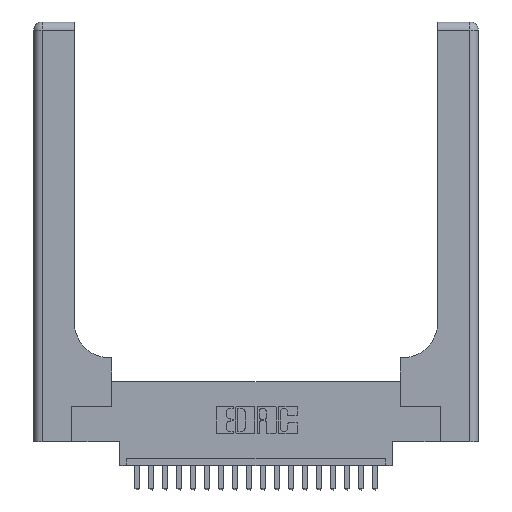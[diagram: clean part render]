
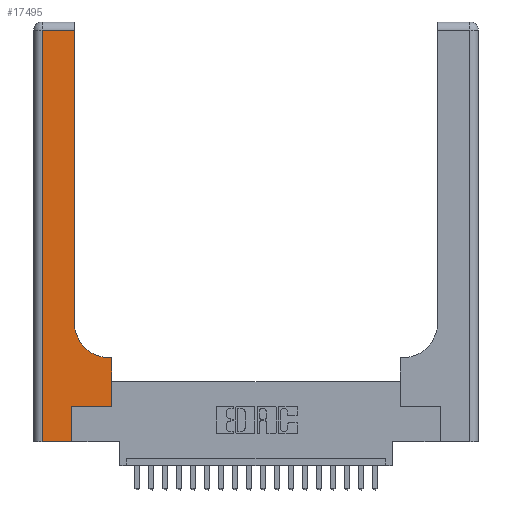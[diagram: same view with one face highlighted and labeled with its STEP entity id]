
A CAD part, top view. The second image highlights one B-rep face of the part: STEP entity #17495.
In plain terms, the highlighted planar face has unit normal (0, 0, 1).
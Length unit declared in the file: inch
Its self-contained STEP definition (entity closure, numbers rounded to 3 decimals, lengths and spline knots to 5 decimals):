
#603 = CARTESIAN_POINT ( 'NONE',  ( 0.5585, 0.25, 0.37 ) ) ;
#1330 = CARTESIAN_POINT ( 'NONE',  ( 0.2915, 2.94, 0.37 ) ) ;
#1569 = LINE ( 'NONE', #16461, #18193 ) ;
#1595 = FACE_OUTER_BOUND ( 'NONE', #19080, .T. ) ;
#1668 = VECTOR ( 'NONE', #18169, 39.37008 ) ;
#1801 = VERTEX_POINT ( 'NONE', #22123 ) ;
#1838 = VECTOR ( 'NONE', #20256, 39.37008 ) ;
#1851 = VECTOR ( 'NONE', #9738, 39.37008 ) ;
#2202 = CARTESIAN_POINT ( 'NONE',  ( 0.5415, 0.6, 0.37 ) ) ;
#2553 = CARTESIAN_POINT ( 'NONE',  ( 0.5585, 0.25, 0.37 ) ) ;
#2844 = CARTESIAN_POINT ( 'NONE',  ( 0., 0., 0.37 ) ) ;
#2986 = DIRECTION ( 'NONE',  ( -1., 0., 0. ) ) ;
#3801 = EDGE_CURVE ( 'NONE', #9777, #14880, #8816, .T. ) ;
#4442 = EDGE_CURVE ( 'NONE', #11047, #9777, #11775, .T. ) ;
#4455 = CARTESIAN_POINT ( 'NONE',  ( 0.2915, 3., 0.37 ) ) ;
#4646 = EDGE_CURVE ( 'NONE', #17776, #21646, #10936, .T. ) ;
#4678 = ORIENTED_EDGE ( 'NONE', *, *, #10942, .T. ) ;
#4723 = CARTESIAN_POINT ( 'NONE',  ( 0., 3., 0.37 ) ) ;
#4812 = CIRCLE ( 'NONE', #19679, 0.25 ) ;
#5590 = ORIENTED_EDGE ( 'NONE', *, *, #18069, .T. ) ;
#6028 = EDGE_CURVE ( 'NONE', #1801, #8467, #17752, .T. ) ;
#6157 = CARTESIAN_POINT ( 'NONE',  ( 0.06, 0., 0.37 ) ) ;
#6169 = ORIENTED_EDGE ( 'NONE', *, *, #17395, .T. ) ;
#6575 = CARTESIAN_POINT ( 'NONE',  ( 0.269, 0.25, 0.37 ) ) ;
#7437 = VECTOR ( 'NONE', #19395, 39.37008 ) ;
#7506 = EDGE_CURVE ( 'NONE', #12679, #1801, #4812, .T. ) ;
#8467 = VERTEX_POINT ( 'NONE', #1330 ) ;
#8816 = LINE ( 'NONE', #2553, #21466 ) ;
#9256 = CARTESIAN_POINT ( 'NONE',  ( 0.5415, 0.85, 0.37 ) ) ;
#9738 = DIRECTION ( 'NONE',  ( -1., 0., 0. ) ) ;
#9777 = VERTEX_POINT ( 'NONE', #603 ) ;
#9951 = ORIENTED_EDGE ( 'NONE', *, *, #17734, .T. ) ;
#10103 = DIRECTION ( 'NONE',  ( 0., 0., -1. ) ) ;
#10691 = ORIENTED_EDGE ( 'NONE', *, *, #4646, .T. ) ;
#10936 = LINE ( 'NONE', #17457, #1838 ) ;
#10942 = EDGE_CURVE ( 'NONE', #21646, #15837, #14337, .T. ) ;
#10950 = LINE ( 'NONE', #19949, #1851 ) ;
#11047 = VERTEX_POINT ( 'NONE', #16753 ) ;
#11689 = ORIENTED_EDGE ( 'NONE', *, *, #3801, .T. ) ;
#11775 = LINE ( 'NONE', #6575, #16601 ) ;
#11933 = VECTOR ( 'NONE', #15281, 39.37008 ) ;
#12120 = DIRECTION ( 'NONE',  ( 0., 0., -1. ) ) ;
#12393 = DIRECTION ( 'NONE',  ( 1., 0., 0. ) ) ;
#12679 = VERTEX_POINT ( 'NONE', #2202 ) ;
#12771 = DIRECTION ( 'NONE',  ( 1., 0., 0. ) ) ;
#13919 = CARTESIAN_POINT ( 'NONE',  ( 0.5585, 0.6, 0.37 ) ) ;
#14337 = LINE ( 'NONE', #2844, #11933 ) ;
#14880 = VERTEX_POINT ( 'NONE', #13919 ) ;
#15146 = PLANE ( 'NONE',  #16648 ) ;
#15281 = DIRECTION ( 'NONE',  ( 1., 0., 0. ) ) ;
#15655 = CARTESIAN_POINT ( 'NONE',  ( 0.06, 2.94, 0.37 ) ) ;
#15743 = ORIENTED_EDGE ( 'NONE', *, *, #6028, .T. ) ;
#15809 = CARTESIAN_POINT ( 'NONE',  ( 0.269, 0., 0.37 ) ) ;
#15837 = VERTEX_POINT ( 'NONE', #16854 ) ;
#16322 = LINE ( 'NONE', #15809, #7437 ) ;
#16461 = CARTESIAN_POINT ( 'NONE',  ( 0.2915, 0.6, 0.37 ) ) ;
#16601 = VECTOR ( 'NONE', #12771, 39.37008 ) ;
#16648 = AXIS2_PLACEMENT_3D ( 'NONE', #4723, #10103, #20311 ) ;
#16753 = CARTESIAN_POINT ( 'NONE',  ( 0.269, 0.25, 0.37 ) ) ;
#16854 = CARTESIAN_POINT ( 'NONE',  ( 0.269, 0., 0.37 ) ) ;
#17395 = EDGE_CURVE ( 'NONE', #8467, #17776, #10950, .T. ) ;
#17457 = CARTESIAN_POINT ( 'NONE',  ( 0.06, 3., 0.37 ) ) ;
#17495 = ADVANCED_FACE ( 'NONE', ( #1595 ), #15146, .F. ) ;
#17734 = EDGE_CURVE ( 'NONE', #15837, #11047, #16322, .T. ) ;
#17752 = LINE ( 'NONE', #4455, #1668 ) ;
#17776 = VERTEX_POINT ( 'NONE', #15655 ) ;
#18069 = EDGE_CURVE ( 'NONE', #14880, #12679, #1569, .T. ) ;
#18169 = DIRECTION ( 'NONE',  ( 0., 1., 0. ) ) ;
#18193 = VECTOR ( 'NONE', #2986, 39.37008 ) ;
#19080 = EDGE_LOOP ( 'NONE', ( #15743, #6169, #10691, #4678, #9951, #19904, #11689, #5590, #21181 ) ) ;
#19395 = DIRECTION ( 'NONE',  ( 0., 1., 0. ) ) ;
#19679 = AXIS2_PLACEMENT_3D ( 'NONE', #9256, #12120, #12393 ) ;
#19904 = ORIENTED_EDGE ( 'NONE', *, *, #4442, .T. ) ;
#19934 = DIRECTION ( 'NONE',  ( 0., 1., 0. ) ) ;
#19949 = CARTESIAN_POINT ( 'NONE',  ( 0., 2.94, 0.37 ) ) ;
#20256 = DIRECTION ( 'NONE',  ( 0., -1., 0. ) ) ;
#20311 = DIRECTION ( 'NONE',  ( -1., 0., 0. ) ) ;
#21181 = ORIENTED_EDGE ( 'NONE', *, *, #7506, .T. ) ;
#21466 = VECTOR ( 'NONE', #19934, 39.37008 ) ;
#21646 = VERTEX_POINT ( 'NONE', #6157 ) ;
#22123 = CARTESIAN_POINT ( 'NONE',  ( 0.2915, 0.85, 0.37 ) ) ;
